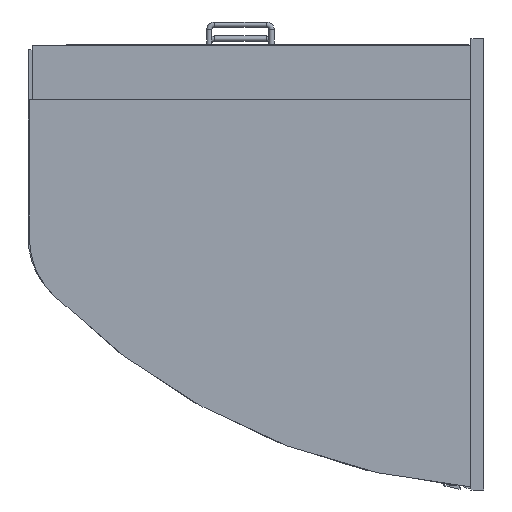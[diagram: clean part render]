
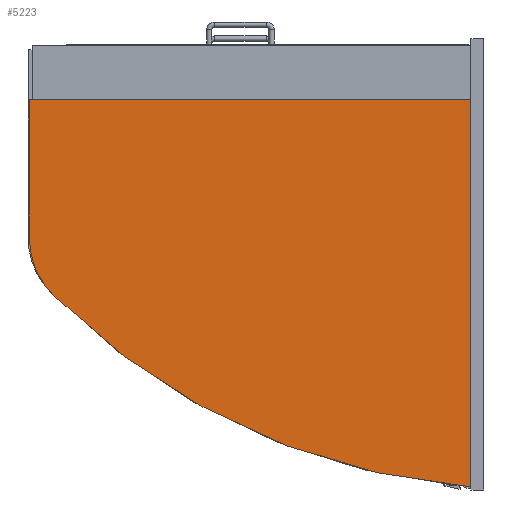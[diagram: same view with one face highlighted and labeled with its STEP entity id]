
A CAD part, left-side view. The second image highlights one B-rep face of the part: STEP entity #5223.
In plain terms, the highlighted planar face has unit normal (-1, 0, 0).
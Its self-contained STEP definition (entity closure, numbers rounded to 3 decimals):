
#73=CIRCLE('',#5627,123.);
#75=CIRCLE('',#5630,1022.);
#77=CIRCLE('',#5633,3.);
#454=FACE_OUTER_BOUND('',#759,.T.);
#759=EDGE_LOOP('',(#4043,#4044,#4045,#4046,#4047,#4048));
#1204=LINE('',#8115,#1793);
#1208=LINE('',#8123,#1797);
#1211=LINE('',#8129,#1800);
#1793=VECTOR('',#6568,10.);
#1797=VECTOR('',#6574,10.);
#1800=VECTOR('',#6579,10.);
#2322=VERTEX_POINT('',#8113);
#2323=VERTEX_POINT('',#8114);
#2326=VERTEX_POINT('',#8122);
#2328=VERTEX_POINT('',#8128);
#2330=VERTEX_POINT('',#8134);
#2332=VERTEX_POINT('',#8140);
#2936=EDGE_CURVE('',#2322,#2323,#1204,.T.);
#2940=EDGE_CURVE('',#2323,#2326,#1208,.T.);
#2943=EDGE_CURVE('',#2326,#2328,#1211,.T.);
#2946=EDGE_CURVE('',#2328,#2330,#73,.T.);
#2949=EDGE_CURVE('',#2330,#2332,#75,.T.);
#2952=EDGE_CURVE('',#2332,#2322,#77,.T.);
#4043=ORIENTED_EDGE('',*,*,#2952,.T.);
#4044=ORIENTED_EDGE('',*,*,#2936,.T.);
#4045=ORIENTED_EDGE('',*,*,#2940,.T.);
#4046=ORIENTED_EDGE('',*,*,#2943,.T.);
#4047=ORIENTED_EDGE('',*,*,#2946,.T.);
#4048=ORIENTED_EDGE('',*,*,#2949,.T.);
#4960=PLANE('',#5635);
#5223=ADVANCED_FACE('',(#454),#4960,.T.);
#5627=AXIS2_PLACEMENT_3D('',#8135,#6584,#6585);
#5630=AXIS2_PLACEMENT_3D('',#8141,#6591,#6592);
#5633=AXIS2_PLACEMENT_3D('',#8146,#6598,#6599);
#5635=AXIS2_PLACEMENT_3D('',#8148,#6602,#6603);
#6568=DIRECTION('',(0.,0.,1.));
#6574=DIRECTION('',(0.,1.,0.));
#6579=DIRECTION('',(0.,0.,-1.));
#6584=DIRECTION('center_axis',(-1.,0.,0.));
#6585=DIRECTION('ref_axis',(0.,1.,0.));
#6591=DIRECTION('center_axis',(-1.,0.,0.));
#6592=DIRECTION('ref_axis',(0.,0.707,-0.707));
#6598=DIRECTION('center_axis',(-1.,0.,0.));
#6599=DIRECTION('ref_axis',(0.,0.08,-0.997));
#6602=DIRECTION('center_axis',(-1.,0.,0.));
#6603=DIRECTION('ref_axis',(0.,0.,1.));
#8113=CARTESIAN_POINT('',(-555.5,0.,-339.255));
#8114=CARTESIAN_POINT('',(-555.5,0.,254.5));
#8115=CARTESIAN_POINT('',(-555.5,0.,-347.5));
#8122=CARTESIAN_POINT('',(-555.5,680.,254.5));
#8123=CARTESIAN_POINT('',(-555.5,0.,254.5));
#8128=CARTESIAN_POINT('',(-555.5,680.,40.5));
#8129=CARTESIAN_POINT('',(-555.5,680.,254.5));
#8134=CARTESIAN_POINT('',(-555.5,643.933,-46.515));
#8135=CARTESIAN_POINT('Origin',(-555.5,557.,40.5));
#8140=CARTESIAN_POINT('',(-555.5,3.24,-342.246));
#8141=CARTESIAN_POINT('Origin',(-555.5,-78.389,676.489));
#8146=CARTESIAN_POINT('Origin',(-555.5,3.,-339.255));
#8148=CARTESIAN_POINT('Origin',(-555.5,340.,-43.878));
